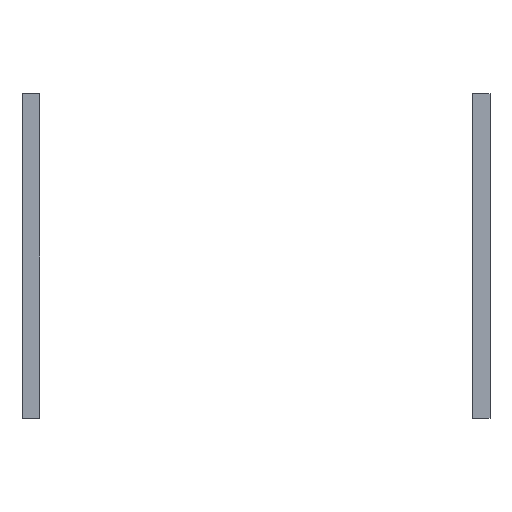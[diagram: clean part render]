
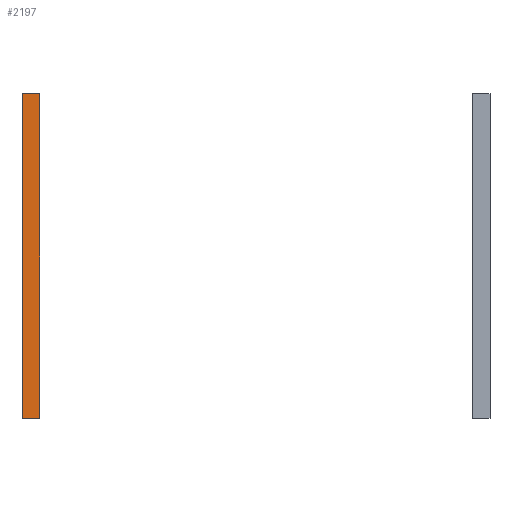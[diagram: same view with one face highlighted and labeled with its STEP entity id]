
A CAD part, front view. The second image highlights one B-rep face of the part: STEP entity #2197.
In plain terms, the highlighted planar face has unit normal (0, -1, 0).
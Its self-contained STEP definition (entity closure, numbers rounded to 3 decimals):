
#2121 = EDGE_CURVE('',#2122,#2124,#2126,.T.);
#2122 = VERTEX_POINT('',#2123);
#2123 = CARTESIAN_POINT('',(-0.3,-48.56,-5.));
#2124 = VERTEX_POINT('',#2125);
#2125 = CARTESIAN_POINT('',(-0.3,-48.56,6.));
#2126 = LINE('',#2127,#2128);
#2127 = CARTESIAN_POINT('',(-0.3,-48.56,-5.));
#2128 = VECTOR('',#2129,1.);
#2129 = DIRECTION('',(0.,0.,1.));
#2161 = EDGE_CURVE('',#2162,#2164,#2166,.T.);
#2162 = VERTEX_POINT('',#2163);
#2163 = CARTESIAN_POINT('',(0.3,-48.56,-5.));
#2164 = VERTEX_POINT('',#2165);
#2165 = CARTESIAN_POINT('',(0.3,-48.56,6.));
#2166 = LINE('',#2167,#2168);
#2167 = CARTESIAN_POINT('',(0.3,-48.56,-5.));
#2168 = VECTOR('',#2169,1.);
#2169 = DIRECTION('',(0.,0.,1.));
#2197 = ADVANCED_FACE('',(#2198),#2214,.F.);
#2198 = FACE_BOUND('',#2199,.F.);
#2199 = EDGE_LOOP('',(#2200,#2206,#2207,#2213));
#2200 = ORIENTED_EDGE('',*,*,#2201,.F.);
#2201 = EDGE_CURVE('',#2122,#2162,#2202,.T.);
#2202 = LINE('',#2203,#2204);
#2203 = CARTESIAN_POINT('',(-0.3,-48.56,-5.));
#2204 = VECTOR('',#2205,1.);
#2205 = DIRECTION('',(1.,0.,0.));
#2206 = ORIENTED_EDGE('',*,*,#2121,.T.);
#2207 = ORIENTED_EDGE('',*,*,#2208,.T.);
#2208 = EDGE_CURVE('',#2124,#2164,#2209,.T.);
#2209 = LINE('',#2210,#2211);
#2210 = CARTESIAN_POINT('',(-0.3,-48.56,6.));
#2211 = VECTOR('',#2212,1.);
#2212 = DIRECTION('',(1.,0.,0.));
#2213 = ORIENTED_EDGE('',*,*,#2161,.F.);
#2214 = PLANE('',#2215);
#2215 = AXIS2_PLACEMENT_3D('',#2216,#2217,#2218);
#2216 = CARTESIAN_POINT('',(-0.3,-48.56,-5.));
#2217 = DIRECTION('',(0.,1.,0.));
#2218 = DIRECTION('',(0.,0.,1.));
